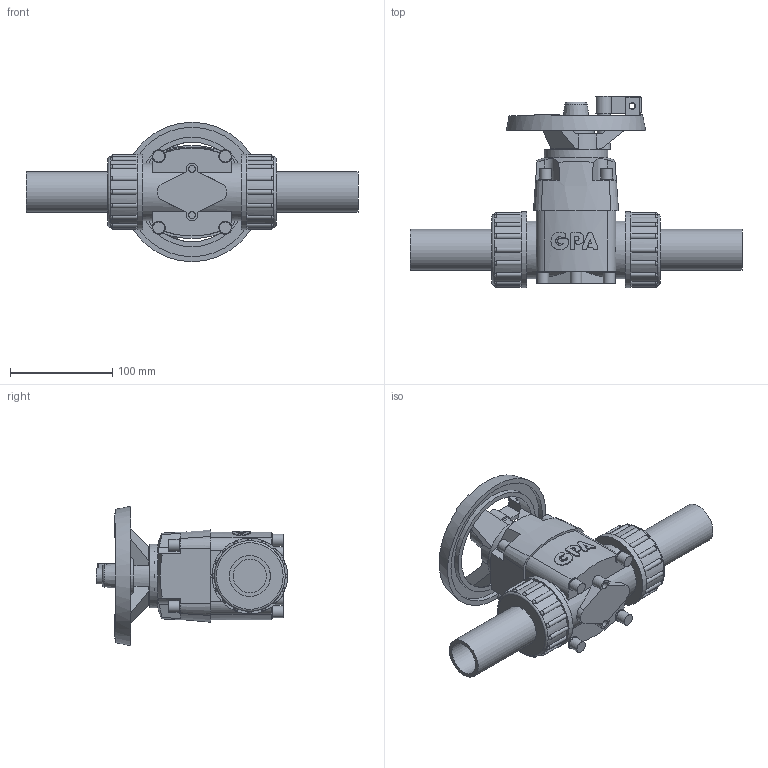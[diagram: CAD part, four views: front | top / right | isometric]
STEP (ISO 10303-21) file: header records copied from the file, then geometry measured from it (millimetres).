
FILE_DESCRIPTION(/* description */ ('PVC Diaphragm Valve with EPDM diaphragm and long PE SDR11 spigots, Ø40/DN32 , PN10'),/* implementation_level */ '2;1');
FILE_NAME(/* name */ 'T4BEU-E-040',/* time_stamp */ '2021-11-23T10:33:11+01:00',/* author */ ('COAB Solutions'),/* organization */ ('GPA Flowsystem'),/* preprocessor_version */ 'ST-DEVELOPER v18.1',/* originating_system */ 'www.coabsolutions.com',/* authorisation */ '');
FILE_SCHEMA (('AUTOMOTIVE_DESIGN { 1 0 10303 214 3 1 1 }'));
Length unit declared in the file: millimetre
Products named in the file (1): T4BEU-E-040
Bounding box: 324 x 186.83 x 136 mm (x, y, z)
Volume: 1206141.6 mm3; surface area: 181272 mm2
Topology: 1 solids, 4 shells, 340 faces, 853 edges, 553 vertices
Faces by surface type: plane 158, cylinder 116, sphere 32, bspline 21, cone 9, torus 4
Full cylindrical faces by diameter (mm): 5.667 x1, 6.24 x14, 6.476 x1, 6.75 x2, 11.556 x8, 12.48 x1, 12.711 x8, 32 x2, 32.6 x2, 35.88 x1, 40 x2, 40.02 x2, 56.08 x2, 56.1 x2, 59.94 x2, 62.4 x1, 69.067 x2, 74 x2, 97.143 x1, 106.857 x1, 126.286 x1
Entity records: 11861 total; most frequent: CARTESIAN_POINT 3303, DIRECTION 1786, ORIENTED_EDGE 1706, EDGE_CURVE 853, AXIS2_PLACEMENT_3D 718, VERTEX_POINT 553, CIRCLE 389, EDGE_LOOP 382
